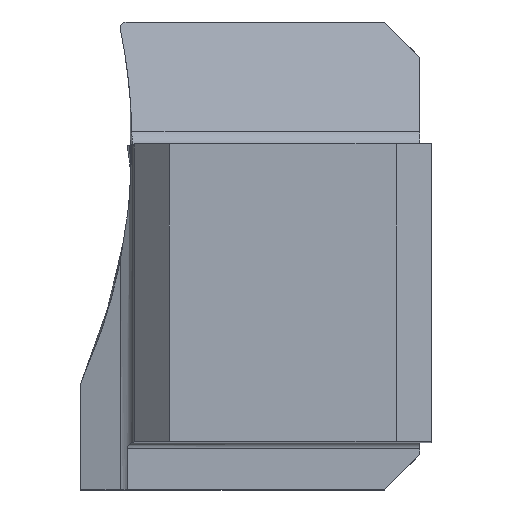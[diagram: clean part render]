
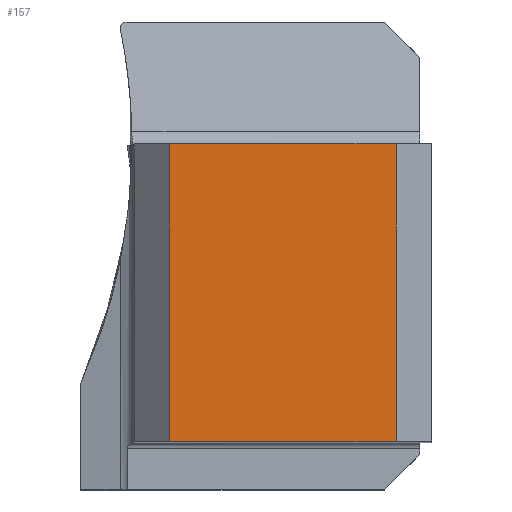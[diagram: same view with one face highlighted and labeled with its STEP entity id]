
A CAD part, top view. The second image highlights one B-rep face of the part: STEP entity #157.
In plain terms, the highlighted planar face has unit normal (0, 0, 1).
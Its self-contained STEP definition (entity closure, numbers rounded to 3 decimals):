
#117=PLANE('',#1326);
#157=ADVANCED_FACE('CU_BACK_SU1',(#237),#117,.F.);
#237=FACE_OUTER_BOUND('',#298,.T.);
#298=EDGE_LOOP('',(#652,#653,#654,#655));
#406=LINE('',#3193,#491);
#407=LINE('',#3196,#492);
#408=LINE('',#3198,#493);
#409=LINE('',#3200,#494);
#491=VECTOR('',#1488,1.);
#492=VECTOR('',#1489,1.);
#493=VECTOR('',#1490,1.);
#494=VECTOR('',#1491,1.);
#652=ORIENTED_EDGE('',*,*,#1071,.F.);
#653=ORIENTED_EDGE('',*,*,#1072,.T.);
#654=ORIENTED_EDGE('',*,*,#1073,.T.);
#655=ORIENTED_EDGE('',*,*,#1074,.F.);
#939=VERTEX_POINT('',#3194);
#940=VERTEX_POINT('',#3195);
#941=VERTEX_POINT('',#3197);
#942=VERTEX_POINT('',#3199);
#1071=EDGE_CURVE('',#939,#940,#406,.T.);
#1072=EDGE_CURVE('',#939,#941,#407,.T.);
#1073=EDGE_CURVE('',#941,#942,#408,.T.);
#1074=EDGE_CURVE('',#940,#942,#409,.T.);
#1326=AXIS2_PLACEMENT_3D('',#3201,#1492,#1493);
#1488=DIRECTION('',(0.,1.,0.));
#1489=DIRECTION('',(1.,0.,0.));
#1490=DIRECTION('',(0.,1.,0.));
#1491=DIRECTION('',(1.,0.,0.));
#1492=DIRECTION('',(0.,0.,-1.));
#1493=DIRECTION('',(-1.,0.,0.));
#3193=CARTESIAN_POINT('',(-22.325,0.,0.));
#3194=CARTESIAN_POINT('',(-22.325,0.,0.));
#3195=CARTESIAN_POINT('',(-22.325,25.325,0.));
#3196=CARTESIAN_POINT('',(-110.,0.,0.));
#3197=CARTESIAN_POINT('',(-3.,0.,0.));
#3198=CARTESIAN_POINT('',(-3.,0.,0.));
#3199=CARTESIAN_POINT('',(-3.,25.325,0.));
#3200=CARTESIAN_POINT('',(-110.,25.325,0.));
#3201=CARTESIAN_POINT('',(23.266,45.325,0.));
